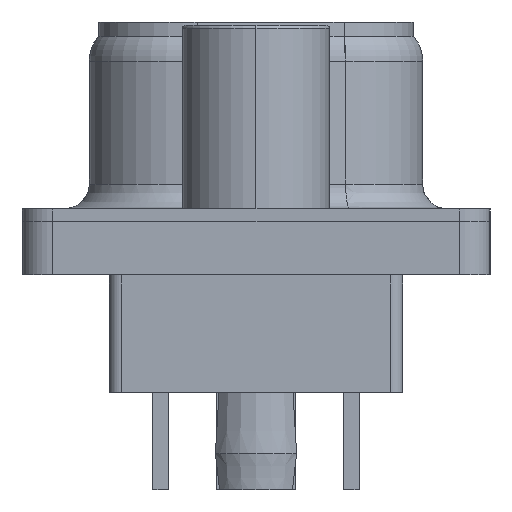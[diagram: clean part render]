
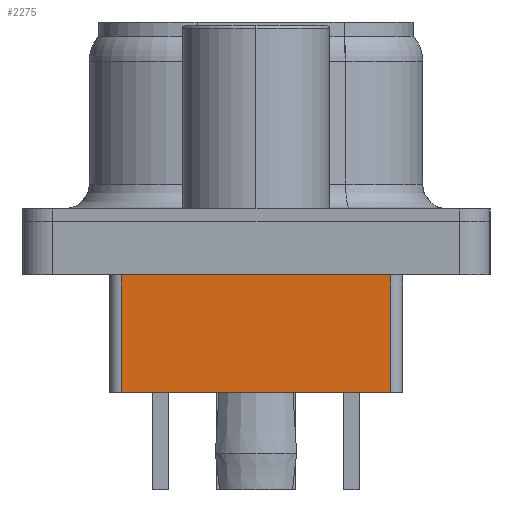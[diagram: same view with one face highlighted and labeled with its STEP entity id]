
A CAD part, left-side view. The second image highlights one B-rep face of the part: STEP entity #2275.
In plain terms, the highlighted planar face has unit normal (-1, 0, 0).
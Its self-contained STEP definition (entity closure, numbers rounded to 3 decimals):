
#2217=CARTESIAN_POINT('',(-33.5,-4.4,3.84));
#2218=VERTEX_POINT('',#2217);
#2226=CARTESIAN_POINT('',(-33.5,-4.4,0.));
#2227=VERTEX_POINT('',#2226);
#2228=CARTESIAN_POINT('',(-33.5,-4.4,0.));
#2229=DIRECTION('',(0.0,0.0,1.0));
#2230=VECTOR('',#2229,3.84);
#2231=LINE('',#2228,#2230);
#2232=EDGE_CURVE('',#2227,#2218,#2231,.T.);
#2245=CARTESIAN_POINT('',(-33.5,-4.4,0.));
#2246=DIRECTION('',(-1.0,0.0,0.0));
#2247=DIRECTION('',(0.0,0.0,1.0));
#2248=AXIS2_PLACEMENT_3D('',#2245,#2246,#2247);
#2249=PLANE('',#2248);
#2250=CARTESIAN_POINT('',(-33.5,4.4,3.84));
#2251=VERTEX_POINT('',#2250);
#2252=CARTESIAN_POINT('',(-33.5,-4.4,3.84));
#2253=DIRECTION('',(0.0,1.0,0.0));
#2254=VECTOR('',#2253,8.8);
#2255=LINE('',#2252,#2254);
#2256=EDGE_CURVE('',#2218,#2251,#2255,.T.);
#2257=ORIENTED_EDGE('',*,*,#2256,.T.);
#2258=CARTESIAN_POINT('',(-33.5,4.4,0.));
#2259=VERTEX_POINT('',#2258);
#2260=CARTESIAN_POINT('',(-33.5,4.4,0.));
#2261=DIRECTION('',(0.0,0.0,1.0));
#2262=VECTOR('',#2261,3.84);
#2263=LINE('',#2260,#2262);
#2264=EDGE_CURVE('',#2259,#2251,#2263,.T.);
#2265=ORIENTED_EDGE('',*,*,#2264,.F.);
#2266=CARTESIAN_POINT('',(-33.5,-4.4,0.));
#2267=DIRECTION('',(0.0,1.0,0.0));
#2268=VECTOR('',#2267,8.8);
#2269=LINE('',#2266,#2268);
#2270=EDGE_CURVE('',#2227,#2259,#2269,.T.);
#2271=ORIENTED_EDGE('',*,*,#2270,.F.);
#2272=ORIENTED_EDGE('',*,*,#2232,.T.);
#2273=EDGE_LOOP('',(#2257,#2265,#2271,#2272));
#2274=FACE_OUTER_BOUND('',#2273,.T.);
#2275=ADVANCED_FACE('',(#2274),#2249,.T.);
